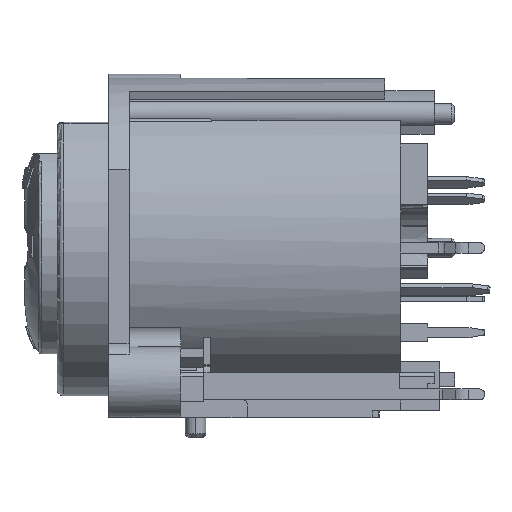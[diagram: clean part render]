
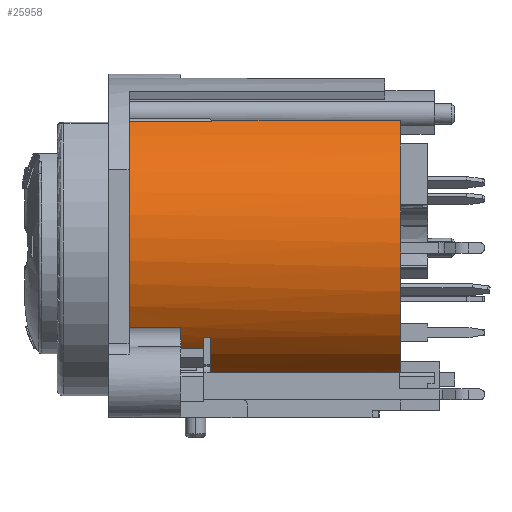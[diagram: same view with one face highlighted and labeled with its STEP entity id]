
A CAD part, left-side view. The second image highlights one B-rep face of the part: STEP entity #25958.
In plain terms, the highlighted cylindrical face has radius 10.9 mm (diameter 21.8 mm), a partial arc.
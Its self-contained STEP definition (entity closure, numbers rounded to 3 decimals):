
#3415=CARTESIAN_POINT('',(0.,26.852,
12.5));
#3416=DIRECTION('',(0.,-1.,0.));
#3417=DIRECTION('',(-0.794,0.,-0.608));
#3418=AXIS2_PLACEMENT_3D('',#3415,#3416,#3417);
#3877=CARTESIAN_POINT('',(0.,12.352,
12.5));
#3878=DIRECTION('',(0.,1.,0.));
#3879=DIRECTION('',(-0.101,0.,-0.995));
#3880=AXIS2_PLACEMENT_3D('',#3877,#3878,#3879);
#9130=CARTESIAN_POINT('',(0.,26.352,
12.5));
#9131=DIRECTION('',(0.,-1.,0.));
#9132=DIRECTION('',(-0.794,0.,-0.608));
#9133=AXIS2_PLACEMENT_3D('',#9130,#9131,#9132);
#9181=DIRECTION('',(0.,1.,0.));
#9182=VECTOR('',#9181,0.5);
#9183=CARTESIAN_POINT('',(-8.65,26.352,5.868));
#9184=LINE('',#9183,#9182);
#9185=DIRECTION('',(0.,1.,0.));
#9186=VECTOR('',#9185,1.7);
#9187=CARTESIAN_POINT('',(-8.,26.852,5.097));
#9188=LINE('',#9187,#9186);
#9189=CARTESIAN_POINT('',(0.,32.352,
12.5));
#9190=DIRECTION('',(0.,1.,0.));
#9191=DIRECTION('',(-0.844,0.,-0.536));
#9192=AXIS2_PLACEMENT_3D('',#9189,#9190,#9191);
#9194=DIRECTION('',(0.,-1.,0.));
#9195=VECTOR('',#9194,6.1);
#9196=CARTESIAN_POINT('',(-5.722,32.352,21.777));
#9197=LINE('',#9196,#9195);
#9198=DIRECTION('',(0.,1.,0.));
#9199=VECTOR('',#9198,13.5);
#9200=CARTESIAN_POINT('',(-1.1,12.352,1.656));
#9201=LINE('',#9200,#9199);
#9202=DIRECTION('',(0.,1.,0.));
#9203=VECTOR('',#9202,0.5);
#9204=CARTESIAN_POINT('',(-1.947,25.852,1.775));
#9205=LINE('',#9204,#9203);
#9261=CARTESIAN_POINT('',(0.,28.552,
12.5));
#9262=DIRECTION('',(0.,-1.,0.));
#9263=DIRECTION('',(-0.844,0.,-0.536));
#9264=AXIS2_PLACEMENT_3D('',#9261,#9262,#9263);
#10427=DIRECTION('',(0.,1.,0.));
#10428=VECTOR('',#10427,13.9);
#10429=CARTESIAN_POINT('',(-5.542,12.352,
21.886));
#10430=LINE('',#10429,#10428);
#10489=CARTESIAN_POINT('',(0.,26.252,
12.5));
#10490=DIRECTION('',(0.,-1.,0.));
#10491=DIRECTION('',(-0.508,0.,0.861));
#10492=AXIS2_PLACEMENT_3D('',#10489,#10490,#10491);
#10494=DIRECTION('',(0.,-1.,0.));
#10495=VECTOR('',#10494,3.8);
#10496=CARTESIAN_POINT('',(-9.204,32.352,
6.661));
#10497=LINE('',#10496,#10495);
#10818=CARTESIAN_POINT('',(0.,25.852,
12.5));
#10819=DIRECTION('',(0.,-1.,0.));
#10820=DIRECTION('',(-0.179,0.,
-0.984));
#10821=AXIS2_PLACEMENT_3D('',#10818,#10819,#10820);
#11671=CARTESIAN_POINT('',(-1.1,12.352,
1.656));
#11672=VERTEX_POINT('',#11671);
#12079=CARTESIAN_POINT('',(-1.1,25.852,
1.656));
#12080=VERTEX_POINT('',#12079);
#12082=CARTESIAN_POINT('',(-1.947,25.852,
1.775));
#12084=VERTEX_POINT('',#12082);
#12127=CARTESIAN_POINT('',(-8.65,26.352,5.868));
#12128=CARTESIAN_POINT('',(-1.947,26.352,
1.775));
#12129=VERTEX_POINT('',#12127);
#12130=VERTEX_POINT('',#12128);
#12147=CARTESIAN_POINT('',(-5.722,32.352,
21.777));
#12148=CARTESIAN_POINT('',(-5.722,26.252,
21.777));
#12149=VERTEX_POINT('',#12147);
#12150=VERTEX_POINT('',#12148);
#12151=CARTESIAN_POINT('',(-5.542,26.252,
21.886));
#12152=VERTEX_POINT('',#12151);
#12153=CARTESIAN_POINT('',(-5.542,12.352,
21.886));
#12154=VERTEX_POINT('',#12153);
#12481=CARTESIAN_POINT('',(-9.204,32.352,
6.661));
#12483=VERTEX_POINT('',#12481);
#13554=CARTESIAN_POINT('',(-9.204,28.552,
6.661));
#13555=VERTEX_POINT('',#13554);
#13556=CARTESIAN_POINT('',(-8.,28.552,
5.097));
#13557=VERTEX_POINT('',#13556);
#14057=CARTESIAN_POINT('',(-8.,26.852,
5.097));
#14058=VERTEX_POINT('',#14057);
#14059=CARTESIAN_POINT('',(-8.65,26.852,
5.868));
#14060=VERTEX_POINT('',#14059);
#25927=CARTESIAN_POINT('',(0.,35.852,
12.5));
#25928=DIRECTION('',(0.,-1.,0.));
#25929=DIRECTION('',(-1.,0.,0.));
#25930=AXIS2_PLACEMENT_3D('',#25927,#25928,#25929);
#25931=CYLINDRICAL_SURFACE('',#25930,10.9);
#25932=ORIENTED_EDGE('',*,*,#25845,.T.);
#25933=ORIENTED_EDGE('',*,*,#17357,.T.);
#25935=ORIENTED_EDGE('',*,*,#25934,.T.);
#25937=ORIENTED_EDGE('',*,*,#25936,.F.);
#25939=ORIENTED_EDGE('',*,*,#25938,.F.);
#25941=ORIENTED_EDGE('',*,*,#25940,.T.);
#25943=ORIENTED_EDGE('',*,*,#25942,.T.);
#25945=ORIENTED_EDGE('',*,*,#25944,.F.);
#25947=ORIENTED_EDGE('',*,*,#25946,.F.);
#25948=ORIENTED_EDGE('',*,*,#17738,.F.);
#25950=ORIENTED_EDGE('',*,*,#25949,.T.);
#25952=ORIENTED_EDGE('',*,*,#25951,.F.);
#25954=ORIENTED_EDGE('',*,*,#25953,.T.);
#25955=ORIENTED_EDGE('',*,*,#25901,.F.);
#25956=EDGE_LOOP('',(#25932,#25933,#25935,#25937,#25939,#25941,#25943,#25945,
#25947,#25948,#25950,#25952,#25954,#25955));
#25957=FACE_OUTER_BOUND('',#25956,.F.);
#3419=CIRCLE('',#3418,10.9);
#3881=CIRCLE('',#3880,10.9);
#9134=CIRCLE('',#9133,10.9);
#9193=CIRCLE('',#9192,10.9);
#9265=CIRCLE('',#9264,10.9);
#10493=CIRCLE('',#10492,10.9);
#10822=CIRCLE('',#10821,10.9);
#17357=EDGE_CURVE('',#14060,#14058,#3419,.T.);
#17738=EDGE_CURVE('',#11672,#12154,#3881,.T.);
#25845=EDGE_CURVE('',#12129,#14060,#9184,.T.);
#25901=EDGE_CURVE('',#12129,#12130,#9134,.T.);
#25934=EDGE_CURVE('',#14058,#13557,#9188,.T.);
#25936=EDGE_CURVE('',#13555,#13557,#9265,.T.);
#25938=EDGE_CURVE('',#12483,#13555,#10497,.T.);
#25940=EDGE_CURVE('',#12483,#12149,#9193,.T.);
#25942=EDGE_CURVE('',#12149,#12150,#9197,.T.);
#25944=EDGE_CURVE('',#12152,#12150,#10493,.T.);
#25946=EDGE_CURVE('',#12154,#12152,#10430,.T.);
#25949=EDGE_CURVE('',#11672,#12080,#9201,.T.);
#25951=EDGE_CURVE('',#12084,#12080,#10822,.T.);
#25953=EDGE_CURVE('',#12084,#12130,#9205,.T.);
#25958=ADVANCED_FACE('',(#25957),#25931,.T.);
